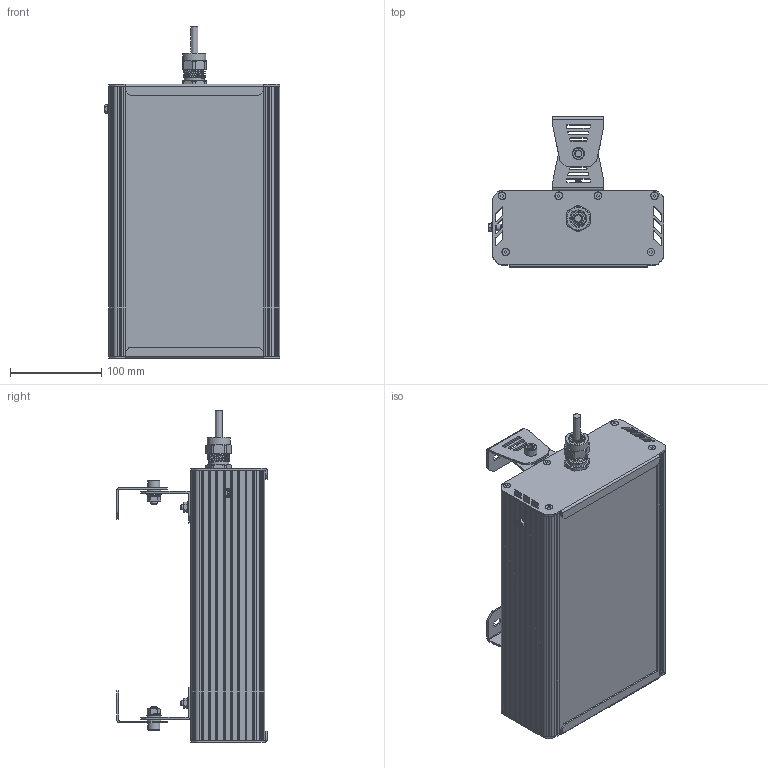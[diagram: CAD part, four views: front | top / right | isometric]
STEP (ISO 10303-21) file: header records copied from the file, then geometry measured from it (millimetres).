
FILE_DESCRIPTION(('STEP AP214'), '1');
FILE_NAME('001.0096.12.000 - ÃÑÏ-Ýêñòðà-Îïòèê-2Åõ-50', '', ('UNSPECIFIED'), ('UNSPECIFIED'), 'C3D Converter', 'C3D Toolkit', '');
FILE_SCHEMA(('AUTOMOTIVE_DESIGN { 1 0 10303 214 3 1 1}'));
Length unit declared in the file: millimetre
Products named in the file (36): 001.0096.12.000; 001.0065.01.000
Assembly tree (64 placements, depth 4):
  001.0096.12.000
    (unnamed)
      (unnamed)
      (unnamed)
      (unnamed)
      (unnamed)
      (unnamed)
      (unnamed)
      (unnamed)
      (unnamed)  x6
      (unnamed)  x6
      (unnamed)
      (unnamed)
      (unnamed)  x6
        (unnamed)
        (unnamed)
        (unnamed)
        (unnamed)
        (unnamed)
        (unnamed)
        (unnamed)
        (unnamed)
        (unnamed)
        (unnamed)
      (unnamed)
        (unnamed)
    001.0065.01.000  x2
      (unnamed)
      (unnamed)
      (unnamed)
      (unnamed)
      (unnamed)
      (unnamed)
      (unnamed)
      (unnamed)
      (unnamed)
Bounding box: 192.43 x 164.62 x 364 mm (x, y, z)
Volume: 1072364 mm3; surface area: 825326 mm2
Topology: 241 solids, 241 shells, 3797 faces, 8933 edges, 5926 vertices
Faces by surface type: plane 2560, cylinder 956, cone 157, bspline 115, sphere 6, torus 3
Full cylindrical faces by diameter (mm): 1 x6, 2 x12, 2.5 x24, 2.8 x150, 3.2 x6, 3.5 x36, 4 x13, 5 x2, 6 x5, 6.375 x2, 7 x2, 8 x16, 8.5 x8, 9 x78, 10 x1, 12 x2, 12.5 x1, 13 x1, 13.333 x2, 16 x5, 17 x1, 18 x1, 18.5 x1, 19 x1, 20 x1, 21.5 x1, 22 x2, 25.5 x1
Entity records: 103760 total; most frequent: CARTESIAN_POINT 49641, DIRECTION 8338, ORIENTED_EDGE 7082, EDGE_CURVE 3541, AXIS2_PLACEMENT_3D 3009, VERTEX_POINT 2431, COLOUR_RGB 2371, PRESENTATION_STYLE_ASSIGNMENT 2371
